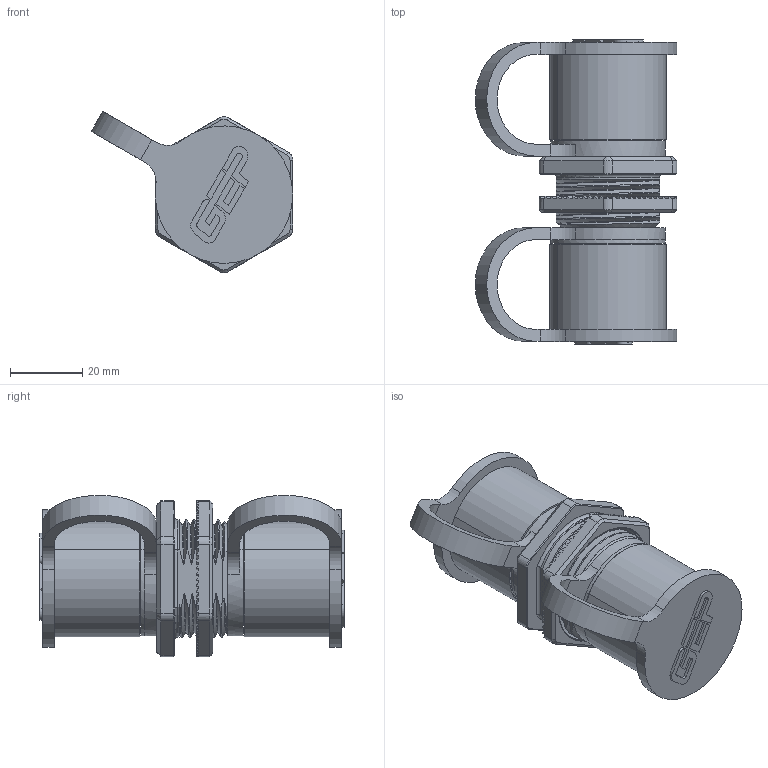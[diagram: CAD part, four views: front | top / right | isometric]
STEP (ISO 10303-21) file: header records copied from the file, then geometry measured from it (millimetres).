
FILE_DESCRIPTION((''),'2;1');
FILE_NAME('SC61-2000A-A001_NCF_ASM','2025-03-28T15:43:33',('20077268'),(''),'CREO PARAMETRIC BY PTC INC, 2024014','CREO PARAMETRIC BY PTC INC, 2024014','');
FILE_SCHEMA(('CONFIG_CONTROL_DESIGN'));
Length unit declared in the file: inch
Products named in the file (14): C07-1001_NCF; PC40-2004A-B001_MOLD_NCF; PC40-2004A-B001_NCF_ASM; PC05-2015A-A000_NCF; PC05-2015A-G000_NCF_ASM; PC47-2014A-A001_NCF_ASM; PC47-2016A-F001_NCF_ASM; PC47-2018A-A00X_EPOXY_NCF; PC47-2018A-A001_NCF_ASM; SC47-2018A-A001_NCF_ASM; C02-1001_NCF; C02-1003-ZN_SALES_NCF; C03-1000-B2_NCF; SC61-2000A-A001_NCF_ASM
Assembly tree (16 placements, depth 7):
  SC61-2000A-A001_NCF_ASM
    SC47-2018A-A001_NCF_ASM
      PC47-2018A-A001_NCF_ASM
        PC47-2016A-F001_NCF_ASM
          PC47-2014A-A001_NCF_ASM
            PC40-2004A-B001_NCF_ASM
              C07-1001_NCF
              PC40-2004A-B001_MOLD_NCF
            PC05-2015A-G000_NCF_ASM  x2
              PC05-2015A-A000_NCF
        PC47-2018A-A00X_EPOXY_NCF
    C02-1001_NCF
    C02-1003-ZN_SALES_NCF  x2
    C03-1000-B2_NCF  x2
Bounding box: 55.83 x 84.33 x 44.67 mm (x, y, z)
Volume: 69357.6 mm3; surface area: 40996.7 mm2
Topology: 10 solids, 10 shells, 1285 faces, 3571 edges, 2320 vertices
Faces by surface type: plane 746, cylinder 279, bspline 172, cone 67, torus 17, sphere 4
Entity records: 63523 total; most frequent: CARTESIAN_POINT 38429, ORIENTED_EDGE 5882, DIRECTION 4140, EDGE_CURVE 2941, VERTEX_POINT 1909, VECTOR 1422, LINE 1422, AXIS2_PLACEMENT_3D 1359
